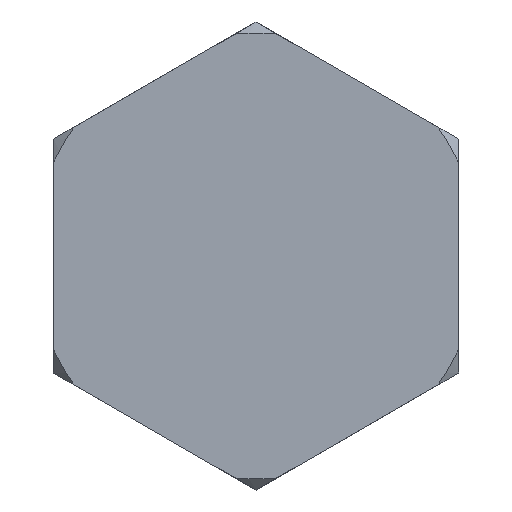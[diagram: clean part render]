
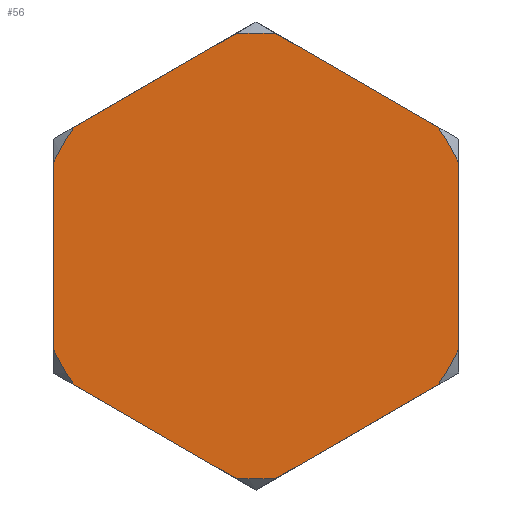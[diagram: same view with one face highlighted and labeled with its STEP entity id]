
A CAD part, front view. The second image highlights one B-rep face of the part: STEP entity #56.
In plain terms, the highlighted planar face has unit normal (0, -1, 0).
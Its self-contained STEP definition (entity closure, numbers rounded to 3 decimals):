
#56 = ADVANCED_FACE( '', ( #111 ), #112, .F. );
#111 = FACE_OUTER_BOUND( '', #195, .T. );
#112 = PLANE( '', #196 );
#195 = EDGE_LOOP( '', ( #287, #288, #289, #290, #291, #292, #293, #294, #295, #296, #297, #298 ) );
#196 = AXIS2_PLACEMENT_3D( '', #299, #300, #301 );
#287 = ORIENTED_EDGE( '', *, *, #378, .T. );
#288 = ORIENTED_EDGE( '', *, *, #367, .T. );
#289 = ORIENTED_EDGE( '', *, *, #345, .T. );
#290 = ORIENTED_EDGE( '', *, *, #379, .T. );
#291 = ORIENTED_EDGE( '', *, *, #362, .T. );
#292 = ORIENTED_EDGE( '', *, *, #372, .T. );
#293 = ORIENTED_EDGE( '', *, *, #380, .T. );
#294 = ORIENTED_EDGE( '', *, *, #381, .T. );
#295 = ORIENTED_EDGE( '', *, *, #337, .T. );
#296 = ORIENTED_EDGE( '', *, *, #375, .T. );
#297 = ORIENTED_EDGE( '', *, *, #341, .T. );
#298 = ORIENTED_EDGE( '', *, *, #359, .T. );
#299 = CARTESIAN_POINT( '', ( 12.1, 0., 0. ) );
#300 = DIRECTION( '', ( 0., 1., 0. ) );
#301 = DIRECTION( '', ( 0., 0., 1. ) );
#337 = EDGE_CURVE( '', #388, #389, #390, .T. );
#341 = EDGE_CURVE( '', #395, #396, #397, .T. );
#345 = EDGE_CURVE( '', #402, #403, #404, .T. );
#359 = EDGE_CURVE( '', #396, #424, #426, .T. );
#362 = EDGE_CURVE( '', #429, #430, #431, .T. );
#367 = EDGE_CURVE( '', #437, #402, #438, .T. );
#372 = EDGE_CURVE( '', #430, #443, #445, .T. );
#375 = EDGE_CURVE( '', #389, #395, #448, .T. );
#378 = EDGE_CURVE( '', #424, #437, #451, .T. );
#379 = EDGE_CURVE( '', #403, #429, #452, .T. );
#380 = EDGE_CURVE( '', #443, #453, #454, .T. );
#381 = EDGE_CURVE( '', #453, #388, #455, .T. );
#388 = VERTEX_POINT( '', #462 );
#389 = VERTEX_POINT( '', #463 );
#390 = CIRCLE( '', #464, 12.1 );
#395 = VERTEX_POINT( '', #475 );
#396 = VERTEX_POINT( '', #476 );
#397 = CIRCLE( '', #477, 12.1 );
#402 = VERTEX_POINT( '', #488 );
#403 = VERTEX_POINT( '', #489 );
#404 = CIRCLE( '', #490, 12.1 );
#424 = VERTEX_POINT( '', #539 );
#426 = LINE( '', #544, #545 );
#429 = VERTEX_POINT( '', #549 );
#430 = VERTEX_POINT( '', #550 );
#431 = CIRCLE( '', #551, 12.1 );
#437 = VERTEX_POINT( '', #564 );
#438 = LINE( '', #565, #566 );
#443 = VERTEX_POINT( '', #575 );
#445 = LINE( '', #580, #581 );
#448 = LINE( '', #585, #586 );
#451 = CIRCLE( '', #590, 12.1 );
#452 = LINE( '', #591, #592 );
#453 = VERTEX_POINT( '', #593 );
#454 = CIRCLE( '', #594, 12.1 );
#455 = LINE( '', #595, #596 );
#462 = CARTESIAN_POINT( '', ( 11., 0., 5.041 ) );
#463 = CARTESIAN_POINT( '', ( 9.865, 0., 7.006 ) );
#464 = AXIS2_PLACEMENT_3D( '', #605, #606, #607 );
#475 = CARTESIAN_POINT( '', ( 1.135, 0., 12.047 ) );
#476 = CARTESIAN_POINT( '', ( -1.135, 0., 12.047 ) );
#477 = AXIS2_PLACEMENT_3D( '', #608, #609, #610 );
#488 = CARTESIAN_POINT( '', ( -11., 0., -5.041 ) );
#489 = CARTESIAN_POINT( '', ( -9.865, 0., -7.006 ) );
#490 = AXIS2_PLACEMENT_3D( '', #611, #612, #613 );
#539 = CARTESIAN_POINT( '', ( -9.865, 0., 7.006 ) );
#544 = CARTESIAN_POINT( '', ( 3.575, 0., 14.766 ) );
#545 = VECTOR( '', #615, 1000. );
#549 = CARTESIAN_POINT( '', ( -1.135, 0., -12.047 ) );
#550 = CARTESIAN_POINT( '', ( 1.135, 0., -12.047 ) );
#551 = AXIS2_PLACEMENT_3D( '', #617, #618, #619 );
#564 = CARTESIAN_POINT( '', ( -11., 0., 5.041 ) );
#565 = CARTESIAN_POINT( '', ( -11., 0., 0. ) );
#566 = VECTOR( '', #621, 1000. );
#575 = CARTESIAN_POINT( '', ( 9.865, 0., -7.006 ) );
#580 = CARTESIAN_POINT( '', ( 14.575, 0., -4.287 ) );
#581 = VECTOR( '', #623, 1000. );
#585 = CARTESIAN_POINT( '', ( 14.575, 0., 4.287 ) );
#586 = VECTOR( '', #625, 1000. );
#590 = AXIS2_PLACEMENT_3D( '', #627, #628, #629 );
#591 = CARTESIAN_POINT( '', ( 3.575, 0., -14.766 ) );
#592 = VECTOR( '', #630, 1000. );
#593 = CARTESIAN_POINT( '', ( 11., 0., -5.041 ) );
#594 = AXIS2_PLACEMENT_3D( '', #631, #632, #633 );
#595 = CARTESIAN_POINT( '', ( 11., 0., 0. ) );
#596 = VECTOR( '', #634, 1000. );
#605 = CARTESIAN_POINT( '', ( 0., 0., 0. ) );
#606 = DIRECTION( '', ( 0., -1., 0. ) );
#607 = DIRECTION( '', ( 0., 0., -1. ) );
#608 = CARTESIAN_POINT( '', ( 0., 0., 0. ) );
#609 = DIRECTION( '', ( 0., -1., 0. ) );
#610 = DIRECTION( '', ( 0., 0., -1. ) );
#611 = CARTESIAN_POINT( '', ( 0., 0., 0. ) );
#612 = DIRECTION( '', ( 0., -1., 0. ) );
#613 = DIRECTION( '', ( 0., 0., -1. ) );
#615 = DIRECTION( '', ( -0.866, 0., -0.5 ) );
#617 = CARTESIAN_POINT( '', ( 0., 0., 0. ) );
#618 = DIRECTION( '', ( 0., -1., 0. ) );
#619 = DIRECTION( '', ( 0., 0., -1. ) );
#621 = DIRECTION( '', ( 0., 0., -1. ) );
#623 = DIRECTION( '', ( 0.866, 0., 0.5 ) );
#625 = DIRECTION( '', ( -0.866, 0., 0.5 ) );
#627 = CARTESIAN_POINT( '', ( 0., 0., 0. ) );
#628 = DIRECTION( '', ( 0., -1., 0. ) );
#629 = DIRECTION( '', ( 0., 0., -1. ) );
#630 = DIRECTION( '', ( 0.866, 0., -0.5 ) );
#631 = CARTESIAN_POINT( '', ( 0., 0., 0. ) );
#632 = DIRECTION( '', ( 0., -1., 0. ) );
#633 = DIRECTION( '', ( 0., 0., -1. ) );
#634 = DIRECTION( '', ( 0., 0., 1. ) );
